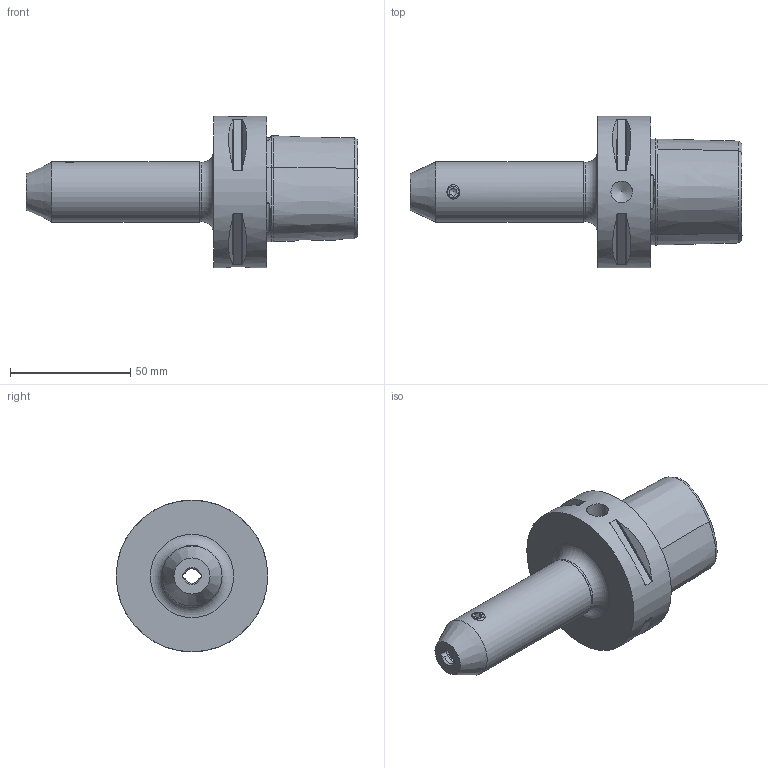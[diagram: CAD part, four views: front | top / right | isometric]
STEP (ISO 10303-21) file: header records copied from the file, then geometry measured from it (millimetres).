
FILE_DESCRIPTION(/* description */ (''),/* implementation_level */ '2;1');
FILE_NAME(/* name */ '06_06_662.stp',/* time_stamp */ '2021-09-30T09:30:38+02:00',/* author */ ('cad'),/* organization */ (''),/* preprocessor_version */ 'ST-DEVELOPER v18.1',/* originating_system */ 'Autodesk Inventor 2021',/* authorisation */ '');
FILE_SCHEMA (('AUTOMOTIVE_DESIGN { 1 0 10303 214 3 1 1 }'));
Length unit declared in the file: inch
Products named in the file (1): 06_06_662_Shrinkwrap_1
Bounding box: 138 x 63 x 63 mm (x, y, z)
Volume: 127008.7 mm3; surface area: 28151.8 mm2
Topology: 1 solids, 1 shells, 115 faces, 316 edges, 214 vertices
Faces by surface type: plane 41, cylinder 34, cone 23, bspline 13, torus 4
Full cylindrical faces by diameter (mm): 4.917 x1, 5 x1, 8.1 x2, 8.5 x1, 8.8 x1, 9 x1, 10 x1, 18.376 x1, 24.6 x1, 25 x1, 28 x2, 32 x1, 63 x1
Entity records: 5107 total; most frequent: CARTESIAN_POINT 2104, ORIENTED_EDGE 624, DIRECTION 551, EDGE_CURVE 312, AXIS2_PLACEMENT_3D 232, VERTEX_POINT 214, EDGE_LOOP 134, CIRCLE 121
